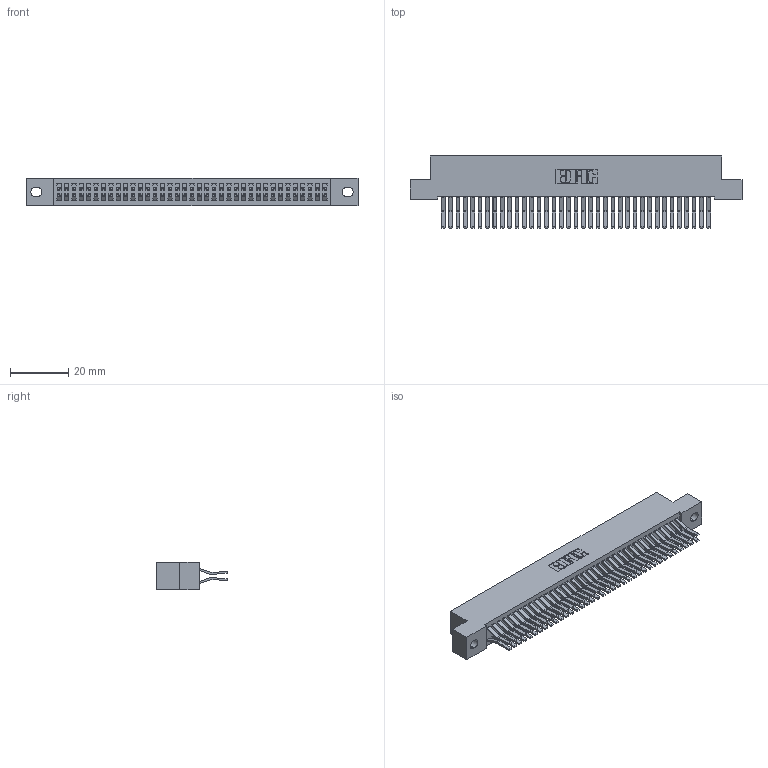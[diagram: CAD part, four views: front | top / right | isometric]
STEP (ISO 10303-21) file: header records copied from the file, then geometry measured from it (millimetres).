
FILE_DESCRIPTION (( 'STEP AP203' ), '1' );
FILE_NAME ('392-074-560-202.STEP', '2019-10-09T13:16:35', ( '' ), ( '' ), 'SwSTEP 2.0', 'SolidWorks 2016', '' );
FILE_SCHEMA (( 'CONFIG_CONTROL_DESIGN' ));
Length unit declared in the file: inch
Products named in the file (3): 342 Part_.128 Slot; 345-292-001_560 Tail; 392-074-560-202
Assembly tree (75 placements, depth 2):
  392-074-560-202
    342 Part_.128 Slot
    345-292-001_560 Tail  x74
Bounding box: 114.3 x 24.78 x 9.4 mm (x, y, z)
Volume: 10679.9 mm3; surface area: 18185.4 mm2
Topology: 75 solids, 75 shells, 4110 faces, 12225 edges, 8050 vertices
Faces by surface type: plane 2734, cylinder 1376
Entity records: 24541 total; most frequent: CARTESIAN_POINT 4074, ORIENTED_EDGE 4010, DIRECTION 3493, EDGE_CURVE 2005, VECTOR 1873, LINE 1873, VERTEX_POINT 1334, AXIS2_PLACEMENT_3D 810
